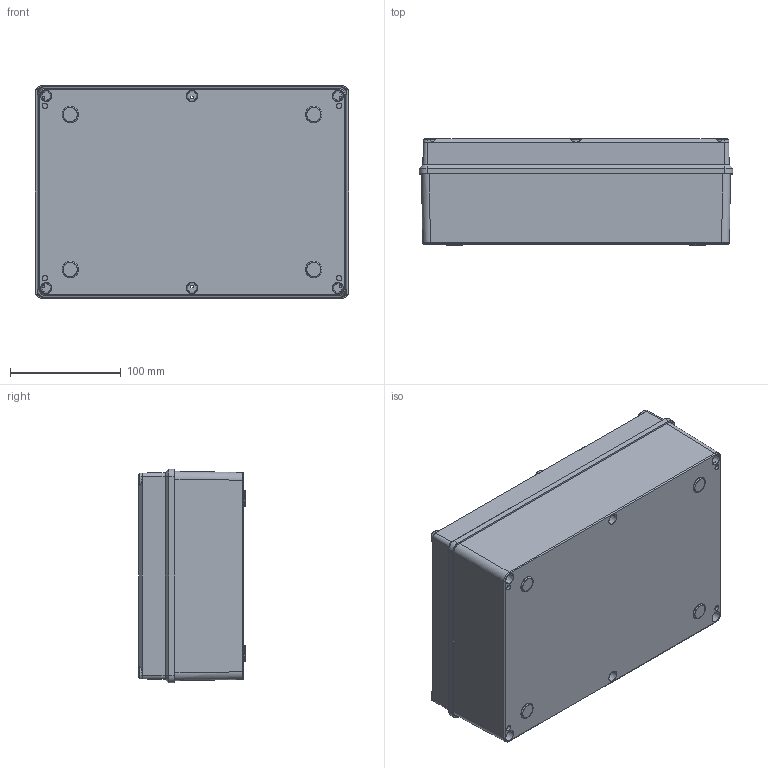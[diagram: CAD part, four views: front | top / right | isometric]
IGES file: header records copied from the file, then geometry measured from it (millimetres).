
Start section: SolidWorks IGES file using analytic representation for surfaces
Global section: file name: Z 95.IGS; native system: SolidWorks 2009; preprocessor: SolidWorks 2009; author: Administrator; date: 110307.013915; units: millimetre
Bounding box: 283 x 96.3 x 193 mm (x, y, z)
Surface area: 416493.7 mm2 (no closed solid volume)
Topology: 0 solids, 0 shells, 612 faces, 7314 edges, 7314 vertices
Faces by surface type: bspline 412, revolution 200
